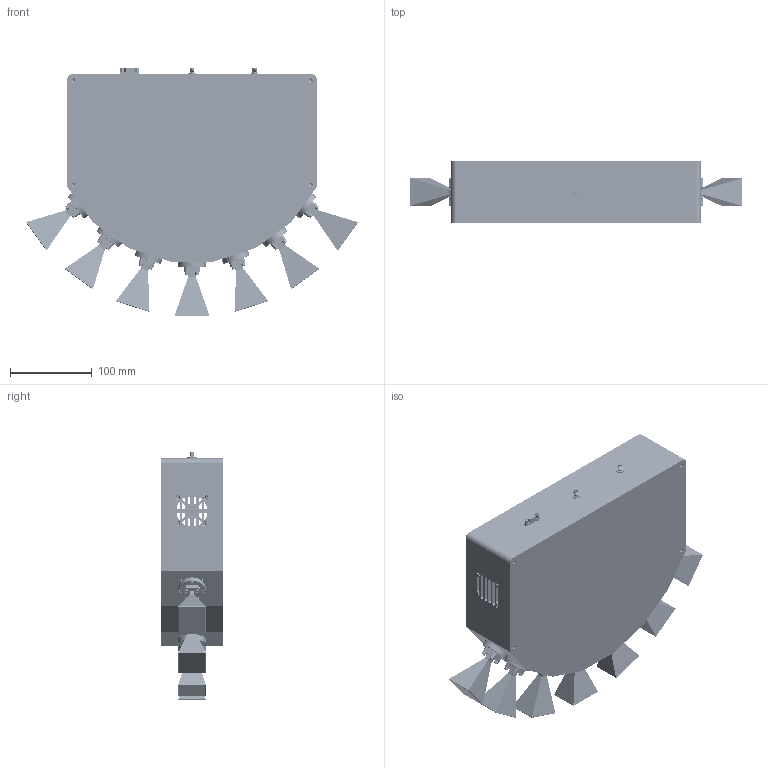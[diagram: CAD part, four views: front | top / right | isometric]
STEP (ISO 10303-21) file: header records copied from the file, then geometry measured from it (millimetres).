
FILE_DESCRIPTION (( 'STEP AP203' ), '1' );
FILE_NAME ('SST-2830231719-28-S1.STEP', '2019-04-02T21:06:26', ( '' ), ( '' ), 'SwSTEP 2.0', 'SolidWorks 2016', '' );
FILE_SCHEMA (( 'CONFIG_CONTROL_DESIGN' ));
Products named in the file (1): SST-2830231719-28-S1
Bounding box: 405.2 x 76.2 x 302.56 mm (x, y, z)
Volume: 1133963.4 mm3; surface area: 490424.2 mm2
Topology: 124 solids, 124 shells, 4051 faces, 9200 edges, 5676 vertices
Faces by surface type: plane 1723, cylinder 1328, cone 996, bspline 4
Entity records: 115963 total; most frequent: CARTESIAN_POINT 23748, DIRECTION 19954, ORIENTED_EDGE 18192, EDGE_CURVE 9096, AXIS2_PLACEMENT_3D 7640, VERTEX_POINT 5676, EDGE_LOOP 4790, LINE 4674
